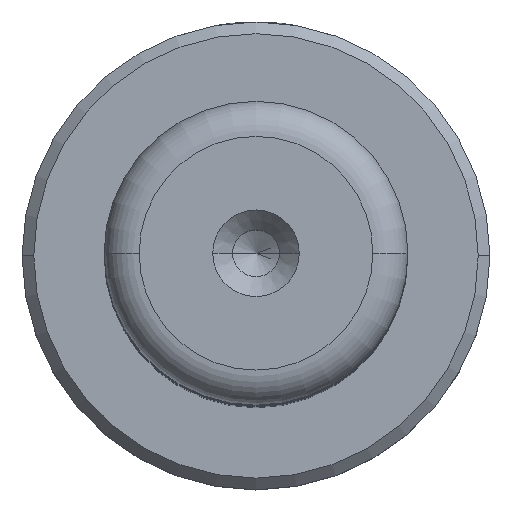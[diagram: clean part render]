
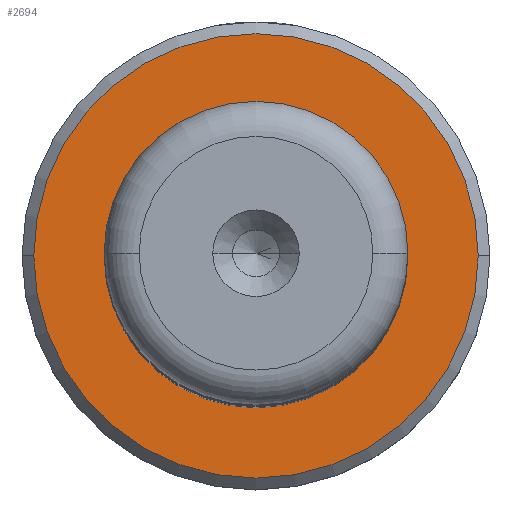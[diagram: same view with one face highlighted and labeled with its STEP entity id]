
A CAD part, top view. The second image highlights one B-rep face of the part: STEP entity #2694.
In plain terms, the highlighted planar face has unit normal (0, 0, 1).
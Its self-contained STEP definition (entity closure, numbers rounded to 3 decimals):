
#17 = AXIS2_PLACEMENT_3D ( 'NONE', #1663, #361, #1890 ) ;
#77 = CARTESIAN_POINT ( 'NONE',  ( 0., 0., 15. ) ) ;
#147 = DIRECTION ( 'NONE',  ( 0., 0., 1. ) ) ;
#206 = AXIS2_PLACEMENT_3D ( 'NONE', #1467, #147, #1690 ) ;
#320 = AXIS2_PLACEMENT_3D ( 'NONE', #77, #1834, #531 ) ;
#361 = DIRECTION ( 'NONE',  ( 0., 0., -1. ) ) ;
#440 = ORIENTED_EDGE ( 'NONE', *, *, #498, .T. ) ;
#467 = CIRCLE ( 'NONE', #17, 5.995 ) ;
#498 = EDGE_CURVE ( 'NONE', #519, #1891, #2444, .T. ) ;
#519 = VERTEX_POINT ( 'NONE', #1913 ) ;
#531 = DIRECTION ( 'NONE',  ( 1., 0., 0. ) ) ;
#569 = DIRECTION ( 'NONE',  ( 0., 0., 1. ) ) ;
#755 = EDGE_CURVE ( 'NONE', #1891, #519, #1121, .T. ) ;
#767 = EDGE_CURVE ( 'NONE', #2486, #1943, #467, .T. ) ;
#797 = ORIENTED_EDGE ( 'NONE', *, *, #767, .T. ) ;
#986 = CARTESIAN_POINT ( 'NONE',  ( -9.5, 0., 15. ) ) ;
#1002 = CIRCLE ( 'NONE', #2769, 5.995 ) ;
#1064 = EDGE_LOOP ( 'NONE', ( #1678, #797 ) ) ;
#1121 = CIRCLE ( 'NONE', #2427, 9.5 ) ;
#1298 = DIRECTION ( 'NONE',  ( 0., 0., -1. ) ) ;
#1467 = CARTESIAN_POINT ( 'NONE',  ( 0., 0., 15. ) ) ;
#1551 = FACE_BOUND ( 'NONE', #1064, .T. ) ;
#1658 = CARTESIAN_POINT ( 'NONE',  ( 5.995, 0., 15. ) ) ;
#1663 = CARTESIAN_POINT ( 'NONE',  ( 0., 0., 15. ) ) ;
#1678 = ORIENTED_EDGE ( 'NONE', *, *, #2453, .T. ) ;
#1690 = DIRECTION ( 'NONE',  ( 1., 0., 0. ) ) ;
#1828 = PLANE ( 'NONE',  #320 ) ;
#1834 = DIRECTION ( 'NONE',  ( 0., 0., 1. ) ) ;
#1878 = CARTESIAN_POINT ( 'NONE',  ( 0., 0., 15. ) ) ;
#1890 = DIRECTION ( 'NONE',  ( -1., 0., 0. ) ) ;
#1891 = VERTEX_POINT ( 'NONE', #986 ) ;
#1913 = CARTESIAN_POINT ( 'NONE',  ( 9.5, 0., 15. ) ) ;
#1943 = VERTEX_POINT ( 'NONE', #1658 ) ;
#2105 = EDGE_LOOP ( 'NONE', ( #2369, #440 ) ) ;
#2109 = DIRECTION ( 'NONE',  ( 1., 0., 0. ) ) ;
#2369 = ORIENTED_EDGE ( 'NONE', *, *, #755, .T. ) ;
#2406 = CARTESIAN_POINT ( 'NONE',  ( -5.995, 0., 15. ) ) ;
#2427 = AXIS2_PLACEMENT_3D ( 'NONE', #1878, #569, #2109 ) ;
#2444 = CIRCLE ( 'NONE', #206, 9.5 ) ;
#2453 = EDGE_CURVE ( 'NONE', #1943, #2486, #1002, .T. ) ;
#2486 = VERTEX_POINT ( 'NONE', #2406 ) ;
#2617 = CARTESIAN_POINT ( 'NONE',  ( 0., 0., 15. ) ) ;
#2645 = FACE_OUTER_BOUND ( 'NONE', #2105, .T. ) ;
#2694 = ADVANCED_FACE ( 'NONE', ( #2645, #1551 ), #1828, .T. ) ;
#2769 = AXIS2_PLACEMENT_3D ( 'NONE', #2617, #1298, #2829 ) ;
#2829 = DIRECTION ( 'NONE',  ( -1., 0., 0. ) ) ;
